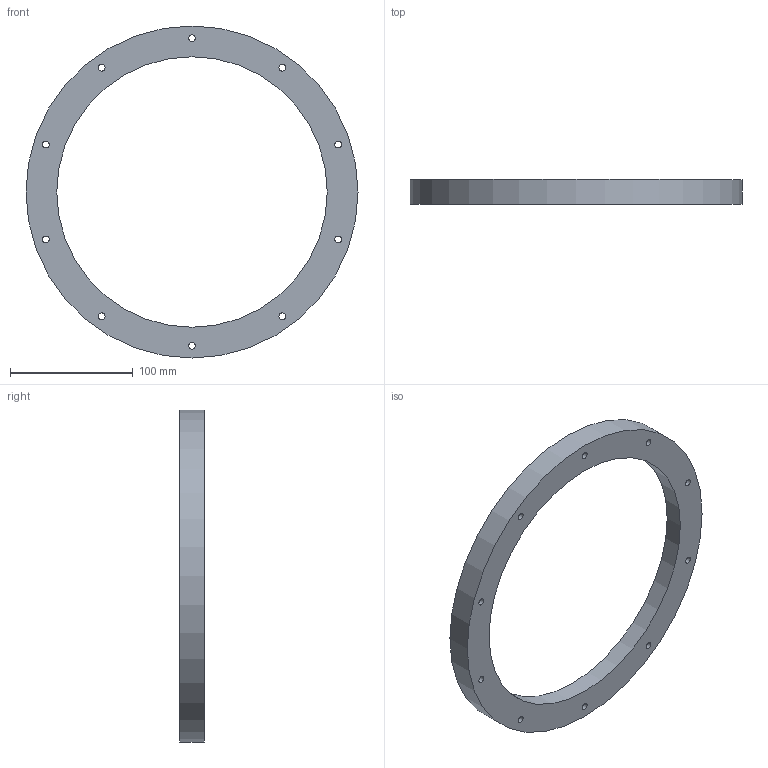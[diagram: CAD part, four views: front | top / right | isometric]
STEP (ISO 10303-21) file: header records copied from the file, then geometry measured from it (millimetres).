
FILE_DESCRIPTION(/* description */ (''),/* implementation_level */ '2;1');
FILE_NAME(/* name */ 'SealedGlassRing.stp',/* time_stamp */ '2025-07-22T19:23:35-04:00',/* author */ ('mumin'),/* organization */ (''),/* preprocessor_version */ 'ST-DEVELOPER v20',/* originating_system */ 'Autodesk Inventor 2025',/* authorisation */ '');
FILE_SCHEMA (('AUTOMOTIVE_DESIGN { 1 0 10303 214 3 1 1 }'));
Length unit declared in the file: millimetre
Products named in the file (1): SealedGlassRing
Bounding box: 270 x 20 x 270 mm (x, y, z)
Volume: 337217.7 mm3; surface area: 76718.7 mm2
Topology: 1 solids, 1 shells, 344 faces, 942 edges, 628 vertices
Faces by surface type: plane 192, bspline 137, cylinder 15
Full cylindrical faces by diameter (mm): 5.5 x10, 220 x1, 229 x1, 235 x1, 241 x1, 270 x1
Entity records: 12021 total; most frequent: CARTESIAN_POINT 4112, ORIENTED_EDGE 1884, DIRECTION 1114, EDGE_CURVE 942, LINE 638, VECTOR 638, VERTEX_POINT 628, EDGE_LOOP 394
